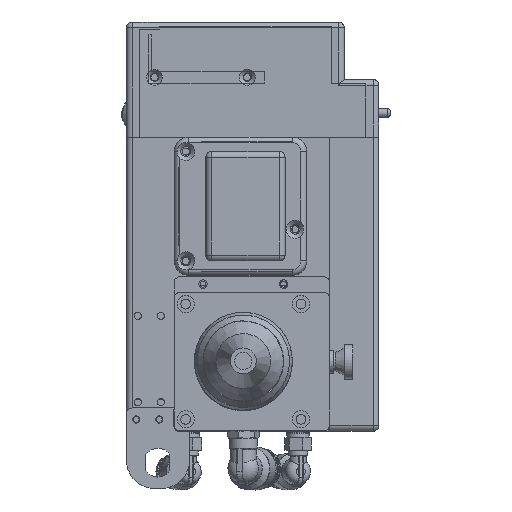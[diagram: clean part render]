
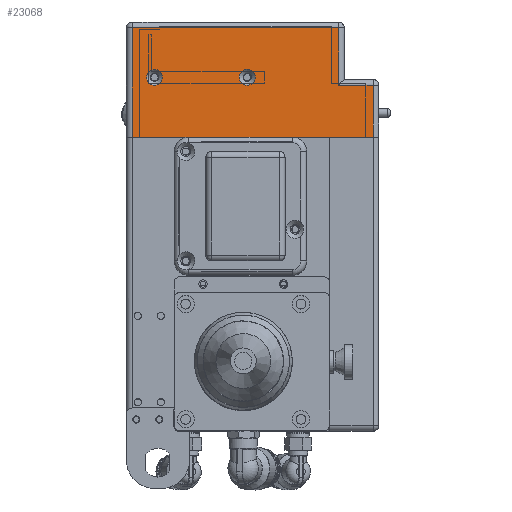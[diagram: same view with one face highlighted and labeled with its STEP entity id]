
A CAD part, top view. The second image highlights one B-rep face of the part: STEP entity #23068.
In plain terms, the highlighted planar face has unit normal (0, 0, 1).
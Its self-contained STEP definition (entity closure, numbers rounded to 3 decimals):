
#331 = ORIENTED_EDGE ( 'NONE', *, *, #4767, .T. ) ;
#471 = AXIS2_PLACEMENT_3D ( 'NONE', #3220, #12212, #10237 ) ;
#828 = DIRECTION ( 'NONE',  ( 0., 1., 0. ) ) ;
#920 = EDGE_CURVE ( 'NONE', #21581, #10987, #3406, .T. ) ;
#1095 = ORIENTED_EDGE ( 'NONE', *, *, #6622, .F. ) ;
#1304 = FACE_OUTER_BOUND ( 'NONE', #15524, .T. ) ;
#1855 = VECTOR ( 'NONE', #17723, 1000. ) ;
#2731 = CARTESIAN_POINT ( 'NONE',  ( -21.85, 48., 56. ) ) ;
#2736 = EDGE_CURVE ( 'NONE', #19730, #19730, #21729, .T. ) ;
#3220 = CARTESIAN_POINT ( 'NONE',  ( -14.05, 68.8, 56. ) ) ;
#3406 = LINE ( 'NONE', #12419, #15029 ) ;
#4241 = LINE ( 'NONE', #2731, #18528 ) ;
#4631 = ORIENTED_EDGE ( 'NONE', *, *, #12062, .T. ) ;
#4767 = EDGE_CURVE ( 'NONE', #6845, #21581, #18814, .T. ) ;
#5098 = CARTESIAN_POINT ( 'NONE',  ( 49.85, 86., 56. ) ) ;
#6269 = DIRECTION ( 'NONE',  ( -1., 0., 0. ) ) ;
#6393 = CARTESIAN_POINT ( 'NONE',  ( 49.85, 66., 56. ) ) ;
#6525 = ORIENTED_EDGE ( 'NONE', *, *, #10367, .T. ) ;
#6622 = EDGE_CURVE ( 'NONE', #15183, #12941, #18780, .T. ) ;
#6629 = VERTEX_POINT ( 'NONE', #18307 ) ;
#6636 = ORIENTED_EDGE ( 'NONE', *, *, #2736, .F. ) ;
#6845 = VERTEX_POINT ( 'NONE', #6393 ) ;
#7370 = EDGE_LOOP ( 'NONE', ( #6636 ) ) ;
#7441 = ORIENTED_EDGE ( 'NONE', *, *, #11638, .F. ) ;
#7944 = CARTESIAN_POINT ( 'NONE',  ( 49.85, 48., 56. ) ) ;
#8304 = DIRECTION ( 'NONE',  ( 0., 0., 1. ) ) ;
#8418 = PLANE ( 'NONE',  #10009 ) ;
#8675 = DIRECTION ( 'NONE',  ( -1., 0., 0. ) ) ;
#9277 = CARTESIAN_POINT ( 'NONE',  ( -21.85, 86., 56. ) ) ;
#9281 = CIRCLE ( 'NONE', #20880, 2.75 ) ;
#10009 = AXIS2_PLACEMENT_3D ( 'NONE', #15669, #10282, #17752 ) ;
#10170 = FACE_BOUND ( 'NONE', #7370, .T. ) ;
#10237 = DIRECTION ( 'NONE',  ( 0., -1., 0. ) ) ;
#10282 = DIRECTION ( 'NONE',  ( 0., 0., -1. ) ) ;
#10367 = EDGE_CURVE ( 'NONE', #6629, #6845, #10513, .T. ) ;
#10513 = LINE ( 'NONE', #19737, #13824 ) ;
#10987 = VERTEX_POINT ( 'NONE', #9277 ) ;
#11638 = EDGE_CURVE ( 'NONE', #12654, #12654, #9281, .T. ) ;
#12062 = EDGE_CURVE ( 'NONE', #15183, #6629, #12474, .T. ) ;
#12212 = DIRECTION ( 'NONE',  ( 0., 0., 1. ) ) ;
#12351 = CARTESIAN_POINT ( 'NONE',  ( 61.85, 48., 56. ) ) ;
#12419 = CARTESIAN_POINT ( 'NONE',  ( -23.85, 86., 56. ) ) ;
#12474 = LINE ( 'NONE', #12351, #1855 ) ;
#12654 = VERTEX_POINT ( 'NONE', #17676 ) ;
#12941 = VERTEX_POINT ( 'NONE', #22045 ) ;
#13410 = CARTESIAN_POINT ( 'NONE',  ( -23.85, 48., 56. ) ) ;
#13684 = DIRECTION ( 'NONE',  ( 0., -1., 0. ) ) ;
#13824 = VECTOR ( 'NONE', #17650, 1000. ) ;
#14486 = CARTESIAN_POINT ( 'NONE',  ( -14.05, 66.05, 56. ) ) ;
#15029 = VECTOR ( 'NONE', #8675, 1000. ) ;
#15183 = VERTEX_POINT ( 'NONE', #19370 ) ;
#15352 = VECTOR ( 'NONE', #828, 1000. ) ;
#15524 = EDGE_LOOP ( 'NONE', ( #6525, #331, #19272, #23039, #1095, #4631 ) ) ;
#15669 = CARTESIAN_POINT ( 'NONE',  ( -23.85, 48., 56. ) ) ;
#15964 = EDGE_LOOP ( 'NONE', ( #7441 ) ) ;
#17638 = CARTESIAN_POINT ( 'NONE',  ( 18.15, 68.8, 56. ) ) ;
#17650 = DIRECTION ( 'NONE',  ( -1., 0., 0. ) ) ;
#17676 = CARTESIAN_POINT ( 'NONE',  ( 18.15, 66.05, 56. ) ) ;
#17723 = DIRECTION ( 'NONE',  ( 0., 1., 0. ) ) ;
#17752 = DIRECTION ( 'NONE',  ( 0., 1., 0. ) ) ;
#18243 = EDGE_CURVE ( 'NONE', #10987, #12941, #4241, .T. ) ;
#18307 = CARTESIAN_POINT ( 'NONE',  ( 61.85, 66., 56. ) ) ;
#18486 = DIRECTION ( 'NONE',  ( 0., -1., 0. ) ) ;
#18528 = VECTOR ( 'NONE', #18486, 1000. ) ;
#18760 = VECTOR ( 'NONE', #6269, 1000. ) ;
#18780 = LINE ( 'NONE', #13410, #18760 ) ;
#18814 = LINE ( 'NONE', #7944, #15352 ) ;
#19272 = ORIENTED_EDGE ( 'NONE', *, *, #920, .T. ) ;
#19370 = CARTESIAN_POINT ( 'NONE',  ( 61.85, 48., 56. ) ) ;
#19730 = VERTEX_POINT ( 'NONE', #14486 ) ;
#19737 = CARTESIAN_POINT ( 'NONE',  ( 49.85, 66., 56. ) ) ;
#20807 = FACE_BOUND ( 'NONE', #15964, .T. ) ;
#20880 = AXIS2_PLACEMENT_3D ( 'NONE', #17638, #8304, #13684 ) ;
#21581 = VERTEX_POINT ( 'NONE', #5098 ) ;
#21729 = CIRCLE ( 'NONE', #471, 2.75 ) ;
#22045 = CARTESIAN_POINT ( 'NONE',  ( -21.85, 48., 56. ) ) ;
#23039 = ORIENTED_EDGE ( 'NONE', *, *, #18243, .T. ) ;
#23068 = ADVANCED_FACE ( 'NONE', ( #20807, #10170, #1304 ), #8418, .F. ) ;
